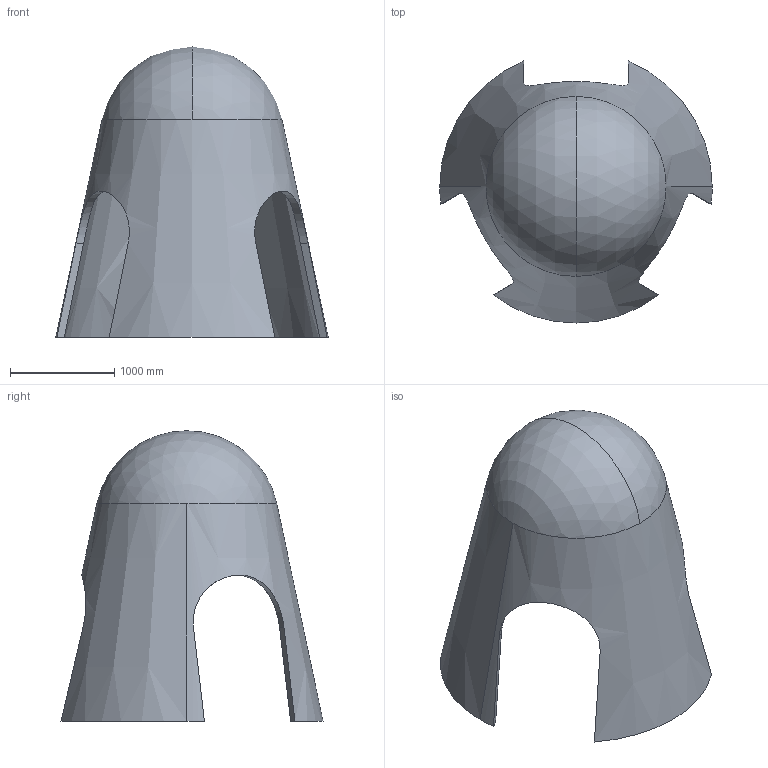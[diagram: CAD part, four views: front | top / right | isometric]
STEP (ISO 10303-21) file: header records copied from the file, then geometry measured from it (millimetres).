
FILE_DESCRIPTION (( 'STEP AP203' ), '1' );
FILE_NAME ('Verkleidung_config.step', '2022-07-09T15:01:18', ( '' ), ( '' ), 'SwSTEP 2.0', 'SolidWorks 2021', '' );
FILE_SCHEMA (( 'CONFIG_CONTROL_DESIGN' ));
Length unit declared in the file: metre
Products named in the file (1): Verkleidung_config
Bounding box: 2607.71 x 2508.04 x 2780.33 mm (x, y, z)
Volume: 2088034608.2 mm3; surface area: 26011957 mm2
Topology: 1 solids, 1 shells, 19 faces, 52 edges, 35 vertices
Faces by surface type: plane 10, cone 4, cylinder 3, sphere 2
Entity records: 1403 total; most frequent: CARTESIAN_POINT 857, ORIENTED_EDGE 104, DIRECTION 92, EDGE_CURVE 52, AXIS2_PLACEMENT_3D 38, VERTEX_POINT 35, ADVANCED_FACE 19, FACE_OUTER_BOUND 19
